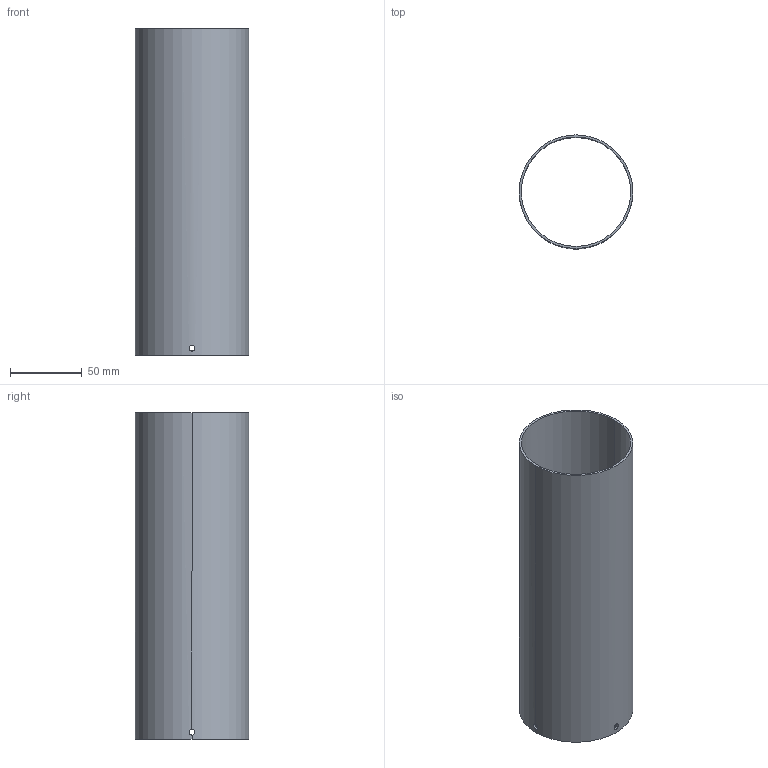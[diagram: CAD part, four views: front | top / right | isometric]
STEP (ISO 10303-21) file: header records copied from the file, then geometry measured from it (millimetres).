
FILE_DESCRIPTION (( 'STEP AP203' ), '1' );
FILE_NAME ('S1_FwdAirframe_Default_sldprt.STEP', '2023-07-18T01:06:40', ( '' ), ( '' ), 'SwSTEP 2.0', 'SolidWorks 2022', '' );
FILE_SCHEMA (( 'CONFIG_CONTROL_DESIGN' ));
Length unit declared in the file: centimetre
Products named in the file (1): S1_FwdAirframe_Default_sldprt
Bounding box: 79 x 79 x 227 mm (x, y, z)
Volume: 82820.9 mm3; surface area: 111236.8 mm2
Topology: 1 solids, 1 shells, 14 faces, 48 edges, 32 vertices
Faces by surface type: cylinder 12, plane 2
Entity records: 1041 total; most frequent: CARTESIAN_POINT 567, ORIENTED_EDGE 96, DIRECTION 62, EDGE_CURVE 48, VERTEX_POINT 32, B_SPLINE_CURVE_WITH_KNOTS 24, AXIS2_PLACEMENT_3D 23, EDGE_LOOP 20
